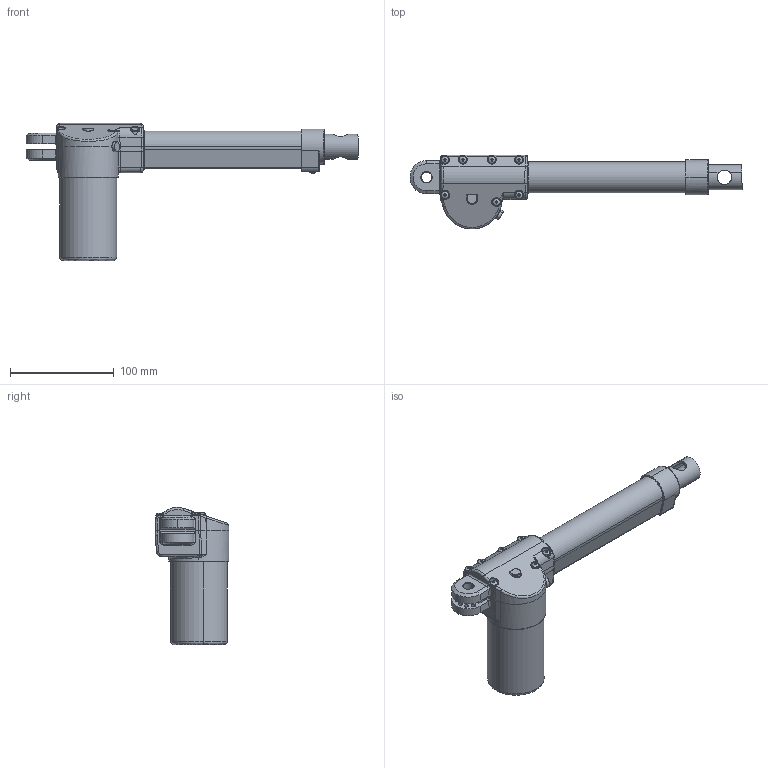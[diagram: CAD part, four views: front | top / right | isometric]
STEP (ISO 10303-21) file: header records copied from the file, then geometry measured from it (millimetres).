
FILE_DESCRIPTION (( 'STEP AP203' ), '1' );
FILE_NAME ('Deltadrive 5.STEP', '2020-03-19T13:30:21', ( '' ), ( '' ), 'SwSTEP 2.0', 'SolidWorks 2018', '' );
FILE_SCHEMA (( 'CONFIG_CONTROL_DESIGN' ));
Length unit declared in the file: millimetre
Products named in the file (1): Deltadrive 5
Bounding box: 320.73 x 71.35 x 132.49 mm (x, y, z)
Volume: 581314.9 mm3; surface area: 67513.2 mm2
Topology: 1 solids, 1 shells, 666 faces, 1643 edges, 1013 vertices
Faces by surface type: cylinder 252, plane 211, bspline 148, cone 43, sphere 8, torus 4
Entity records: 26527 total; most frequent: CARTESIAN_POINT 11876, ORIENTED_EDGE 3282, DIRECTION 2783, EDGE_CURVE 1641, AXIS2_PLACEMENT_3D 1064, VERTEX_POINT 1013, EDGE_LOOP 710, ADVANCED_FACE 666
